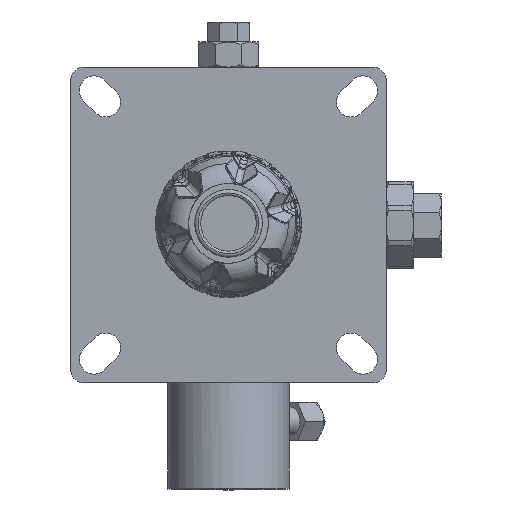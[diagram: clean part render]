
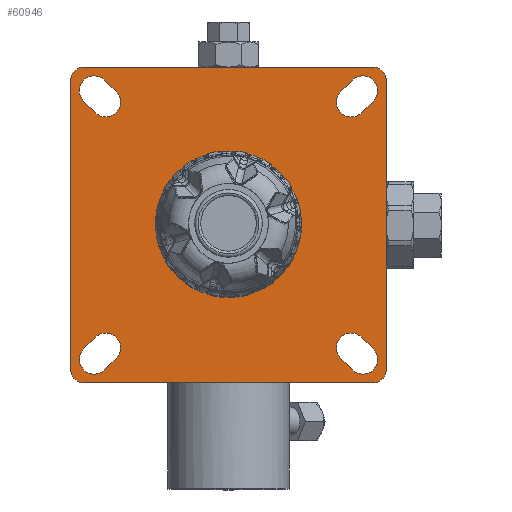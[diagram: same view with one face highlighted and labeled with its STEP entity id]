
A CAD part, top view. The second image highlights one B-rep face of the part: STEP entity #60946.
In plain terms, the highlighted planar face has unit normal (0, 0, 1).
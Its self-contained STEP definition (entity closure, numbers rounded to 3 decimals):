
#2769=FACE_BOUND('',#15868,.T.);
#2770=FACE_BOUND('',#15869,.T.);
#2771=FACE_BOUND('',#15870,.T.);
#2772=FACE_BOUND('',#15871,.T.);
#2773=FACE_BOUND('',#15872,.T.);
#3154=LINE('',#80618,#5225);
#3155=LINE('',#80622,#5226);
#3156=LINE('',#80626,#5227);
#3157=LINE('',#80629,#5228);
#3158=LINE('',#80632,#5229);
#3159=LINE('',#80636,#5230);
#3160=LINE('',#80640,#5231);
#3161=LINE('',#80644,#5232);
#3162=LINE('',#80648,#5233);
#3163=LINE('',#80652,#5234);
#3164=LINE('',#80656,#5235);
#3165=LINE('',#80660,#5236);
#5225=VECTOR('',#69347,10.);
#5226=VECTOR('',#69350,10.);
#5227=VECTOR('',#69353,10.);
#5228=VECTOR('',#69356,10.);
#5229=VECTOR('',#69357,10.);
#5230=VECTOR('',#69360,10.);
#5231=VECTOR('',#69363,10.);
#5232=VECTOR('',#69366,10.);
#5233=VECTOR('',#69369,10.);
#5234=VECTOR('',#69372,10.);
#5235=VECTOR('',#69375,10.);
#5236=VECTOR('',#69378,10.);
#12044=FACE_OUTER_BOUND('',#15867,.T.);
#15867=EDGE_LOOP('',(#37818,#37819,#37820,#37821,#37822,#37823,#37824,#37825));
#15868=EDGE_LOOP('',(#37826,#37827,#37828,#37829));
#15869=EDGE_LOOP('',(#37830,#37831,#37832,#37833));
#15870=EDGE_LOOP('',(#37834,#37835,#37836,#37837));
#15871=EDGE_LOOP('',(#37838,#37839,#37840,#37841));
#15872=EDGE_LOOP('',(#37842));
#19815=CIRCLE('',#64836,8.);
#19816=CIRCLE('',#64837,8.);
#19817=CIRCLE('',#64838,8.);
#19818=CIRCLE('',#64839,8.);
#19819=CIRCLE('',#64840,8.5);
#19820=CIRCLE('',#64841,8.5);
#19821=CIRCLE('',#64842,8.5);
#19822=CIRCLE('',#64843,8.5);
#19823=CIRCLE('',#64844,8.5);
#19824=CIRCLE('',#64845,8.5);
#19825=CIRCLE('',#64846,8.5);
#19826=CIRCLE('',#64847,8.5);
#19827=CIRCLE('',#64848,39.5);
#22609=VERTEX_POINT('',#80614);
#22610=VERTEX_POINT('',#80615);
#22611=VERTEX_POINT('',#80617);
#22612=VERTEX_POINT('',#80619);
#22613=VERTEX_POINT('',#80621);
#22614=VERTEX_POINT('',#80623);
#22615=VERTEX_POINT('',#80625);
#22616=VERTEX_POINT('',#80627);
#22617=VERTEX_POINT('',#80630);
#22618=VERTEX_POINT('',#80631);
#22619=VERTEX_POINT('',#80633);
#22620=VERTEX_POINT('',#80635);
#22621=VERTEX_POINT('',#80638);
#22622=VERTEX_POINT('',#80639);
#22623=VERTEX_POINT('',#80641);
#22624=VERTEX_POINT('',#80643);
#22625=VERTEX_POINT('',#80646);
#22626=VERTEX_POINT('',#80647);
#22627=VERTEX_POINT('',#80649);
#22628=VERTEX_POINT('',#80651);
#22629=VERTEX_POINT('',#80654);
#22630=VERTEX_POINT('',#80655);
#22631=VERTEX_POINT('',#80657);
#22632=VERTEX_POINT('',#80659);
#22633=VERTEX_POINT('',#80662);
#28327=EDGE_CURVE('',#22609,#22610,#19815,.T.);
#28328=EDGE_CURVE('',#22611,#22609,#3154,.T.);
#28329=EDGE_CURVE('',#22612,#22611,#19816,.T.);
#28330=EDGE_CURVE('',#22613,#22612,#3155,.T.);
#28331=EDGE_CURVE('',#22614,#22613,#19817,.T.);
#28332=EDGE_CURVE('',#22615,#22614,#3156,.T.);
#28333=EDGE_CURVE('',#22616,#22615,#19818,.T.);
#28334=EDGE_CURVE('',#22610,#22616,#3157,.T.);
#28335=EDGE_CURVE('',#22617,#22618,#3158,.T.);
#28336=EDGE_CURVE('',#22618,#22619,#19819,.T.);
#28337=EDGE_CURVE('',#22619,#22620,#3159,.T.);
#28338=EDGE_CURVE('',#22620,#22617,#19820,.T.);
#28339=EDGE_CURVE('',#22621,#22622,#3160,.T.);
#28340=EDGE_CURVE('',#22622,#22623,#19821,.T.);
#28341=EDGE_CURVE('',#22623,#22624,#3161,.T.);
#28342=EDGE_CURVE('',#22624,#22621,#19822,.T.);
#28343=EDGE_CURVE('',#22625,#22626,#3162,.T.);
#28344=EDGE_CURVE('',#22626,#22627,#19823,.T.);
#28345=EDGE_CURVE('',#22627,#22628,#3163,.T.);
#28346=EDGE_CURVE('',#22628,#22625,#19824,.T.);
#28347=EDGE_CURVE('',#22629,#22630,#3164,.T.);
#28348=EDGE_CURVE('',#22630,#22631,#19825,.T.);
#28349=EDGE_CURVE('',#22631,#22632,#3165,.T.);
#28350=EDGE_CURVE('',#22632,#22629,#19826,.T.);
#28351=EDGE_CURVE('',#22633,#22633,#19827,.T.);
#37818=ORIENTED_EDGE('',*,*,#28327,.F.);
#37819=ORIENTED_EDGE('',*,*,#28328,.F.);
#37820=ORIENTED_EDGE('',*,*,#28329,.F.);
#37821=ORIENTED_EDGE('',*,*,#28330,.F.);
#37822=ORIENTED_EDGE('',*,*,#28331,.F.);
#37823=ORIENTED_EDGE('',*,*,#28332,.F.);
#37824=ORIENTED_EDGE('',*,*,#28333,.F.);
#37825=ORIENTED_EDGE('',*,*,#28334,.F.);
#37826=ORIENTED_EDGE('',*,*,#28335,.T.);
#37827=ORIENTED_EDGE('',*,*,#28336,.T.);
#37828=ORIENTED_EDGE('',*,*,#28337,.T.);
#37829=ORIENTED_EDGE('',*,*,#28338,.T.);
#37830=ORIENTED_EDGE('',*,*,#28339,.T.);
#37831=ORIENTED_EDGE('',*,*,#28340,.T.);
#37832=ORIENTED_EDGE('',*,*,#28341,.T.);
#37833=ORIENTED_EDGE('',*,*,#28342,.T.);
#37834=ORIENTED_EDGE('',*,*,#28343,.T.);
#37835=ORIENTED_EDGE('',*,*,#28344,.T.);
#37836=ORIENTED_EDGE('',*,*,#28345,.T.);
#37837=ORIENTED_EDGE('',*,*,#28346,.T.);
#37838=ORIENTED_EDGE('',*,*,#28347,.T.);
#37839=ORIENTED_EDGE('',*,*,#28348,.T.);
#37840=ORIENTED_EDGE('',*,*,#28349,.T.);
#37841=ORIENTED_EDGE('',*,*,#28350,.T.);
#37842=ORIENTED_EDGE('',*,*,#28351,.F.);
#56440=PLANE('',#64835);
#60946=ADVANCED_FACE('',(#12044,#2769,#2770,#2771,#2772,#2773),#56440,.T.);
#64835=AXIS2_PLACEMENT_3D('',#80613,#69343,#69344);
#64836=AXIS2_PLACEMENT_3D('',#80616,#69345,#69346);
#64837=AXIS2_PLACEMENT_3D('',#80620,#69348,#69349);
#64838=AXIS2_PLACEMENT_3D('',#80624,#69351,#69352);
#64839=AXIS2_PLACEMENT_3D('',#80628,#69354,#69355);
#64840=AXIS2_PLACEMENT_3D('',#80634,#69358,#69359);
#64841=AXIS2_PLACEMENT_3D('',#80637,#69361,#69362);
#64842=AXIS2_PLACEMENT_3D('',#80642,#69364,#69365);
#64843=AXIS2_PLACEMENT_3D('',#80645,#69367,#69368);
#64844=AXIS2_PLACEMENT_3D('',#80650,#69370,#69371);
#64845=AXIS2_PLACEMENT_3D('',#80653,#69373,#69374);
#64846=AXIS2_PLACEMENT_3D('',#80658,#69376,#69377);
#64847=AXIS2_PLACEMENT_3D('',#80661,#69379,#69380);
#64848=AXIS2_PLACEMENT_3D('',#80663,#69381,#69382);
#69343=DIRECTION('center_axis',(0.,0.,1.));
#69344=DIRECTION('ref_axis',(1.,0.,0.));
#69345=DIRECTION('center_axis',(0.,0.,-1.));
#69346=DIRECTION('ref_axis',(-1.,0.,0.));
#69347=DIRECTION('',(1.,0.,0.));
#69348=DIRECTION('center_axis',(0.,0.,-1.));
#69349=DIRECTION('ref_axis',(0.,-1.,0.));
#69350=DIRECTION('',(0.,1.,0.));
#69351=DIRECTION('center_axis',(0.,0.,-1.));
#69352=DIRECTION('ref_axis',(1.,0.,0.));
#69353=DIRECTION('',(-1.,0.,0.));
#69354=DIRECTION('center_axis',(0.,0.,-1.));
#69355=DIRECTION('ref_axis',(0.,1.,0.));
#69356=DIRECTION('',(0.,-1.,0.));
#69357=DIRECTION('',(0.707,0.707,0.));
#69358=DIRECTION('center_axis',(0.,0.,-1.));
#69359=DIRECTION('ref_axis',(0.707,-0.707,0.));
#69360=DIRECTION('',(-0.707,-0.707,0.));
#69361=DIRECTION('center_axis',(0.,0.,-1.));
#69362=DIRECTION('ref_axis',(-0.707,0.707,0.));
#69363=DIRECTION('',(0.707,-0.707,0.));
#69364=DIRECTION('center_axis',(0.,0.,-1.));
#69365=DIRECTION('ref_axis',(-0.707,-0.707,0.));
#69366=DIRECTION('',(-0.707,0.707,0.));
#69367=DIRECTION('center_axis',(0.,0.,-1.));
#69368=DIRECTION('ref_axis',(0.707,0.707,0.));
#69369=DIRECTION('',(-0.707,-0.707,0.));
#69370=DIRECTION('center_axis',(0.,0.,-1.));
#69371=DIRECTION('ref_axis',(-0.707,0.707,0.));
#69372=DIRECTION('',(0.707,0.707,0.));
#69373=DIRECTION('center_axis',(0.,0.,-1.));
#69374=DIRECTION('ref_axis',(0.707,-0.707,0.));
#69375=DIRECTION('',(-0.707,0.707,0.));
#69376=DIRECTION('center_axis',(0.,0.,-1.));
#69377=DIRECTION('ref_axis',(0.707,0.707,0.));
#69378=DIRECTION('',(0.707,-0.707,0.));
#69379=DIRECTION('center_axis',(0.,0.,-1.));
#69380=DIRECTION('ref_axis',(-0.707,-0.707,0.));
#69381=DIRECTION('center_axis',(0.,0.,1.));
#69382=DIRECTION('ref_axis',(0.993,0.12,0.));
#80613=CARTESIAN_POINT('Origin',(0.,0.,
4.));
#80614=CARTESIAN_POINT('',(83.,91.,4.));
#80615=CARTESIAN_POINT('',(91.,83.,4.));
#80616=CARTESIAN_POINT('Origin',(83.,83.,4.));
#80617=CARTESIAN_POINT('',(-83.,91.,4.));
#80618=CARTESIAN_POINT('',(-83.,91.,4.));
#80619=CARTESIAN_POINT('',(-91.,83.,4.));
#80620=CARTESIAN_POINT('Origin',(-83.,83.,4.));
#80621=CARTESIAN_POINT('',(-91.,-83.,4.));
#80622=CARTESIAN_POINT('',(-91.,-83.,4.));
#80623=CARTESIAN_POINT('',(-83.,-91.,4.));
#80624=CARTESIAN_POINT('Origin',(-83.,-83.,4.));
#80625=CARTESIAN_POINT('',(83.,-91.,4.));
#80626=CARTESIAN_POINT('',(83.,-91.,4.));
#80627=CARTESIAN_POINT('',(91.,-83.,4.));
#80628=CARTESIAN_POINT('Origin',(83.,-83.,4.));
#80629=CARTESIAN_POINT('',(91.,83.,4.));
#80630=CARTESIAN_POINT('',(64.7,76.721,4.));
#80631=CARTESIAN_POINT('',(71.418,83.439,4.));
#80632=CARTESIAN_POINT('',(29.345,41.366,4.));
#80633=CARTESIAN_POINT('',(83.439,71.418,4.));
#80634=CARTESIAN_POINT('Origin',(77.428,77.428,4.));
#80635=CARTESIAN_POINT('',(76.721,64.7,4.));
#80636=CARTESIAN_POINT('',(44.725,32.704,4.));
#80637=CARTESIAN_POINT('Origin',(70.711,70.711,4.));
#80638=CARTESIAN_POINT('',(76.721,-64.7,4.));
#80639=CARTESIAN_POINT('',(83.439,-71.418,4.));
#80640=CARTESIAN_POINT('',(41.366,-29.345,4.));
#80641=CARTESIAN_POINT('',(71.418,-83.439,4.));
#80642=CARTESIAN_POINT('Origin',(77.428,-77.428,4.));
#80643=CARTESIAN_POINT('',(64.7,-76.721,4.));
#80644=CARTESIAN_POINT('',(32.704,-44.725,4.));
#80645=CARTESIAN_POINT('Origin',(70.711,-70.711,4.));
#80646=CARTESIAN_POINT('',(-64.7,-76.721,4.));
#80647=CARTESIAN_POINT('',(-71.418,-83.439,4.));
#80648=CARTESIAN_POINT('',(-29.345,-41.366,4.));
#80649=CARTESIAN_POINT('',(-83.439,-71.418,4.));
#80650=CARTESIAN_POINT('Origin',(-77.428,-77.428,4.));
#80651=CARTESIAN_POINT('',(-76.721,-64.7,4.));
#80652=CARTESIAN_POINT('',(-44.725,-32.704,4.));
#80653=CARTESIAN_POINT('Origin',(-70.711,-70.711,4.));
#80654=CARTESIAN_POINT('',(-76.721,64.7,4.));
#80655=CARTESIAN_POINT('',(-83.439,71.418,4.));
#80656=CARTESIAN_POINT('',(-41.366,29.345,4.));
#80657=CARTESIAN_POINT('',(-71.418,83.439,4.));
#80658=CARTESIAN_POINT('Origin',(-77.428,77.428,4.));
#80659=CARTESIAN_POINT('',(-64.7,76.721,4.));
#80660=CARTESIAN_POINT('',(-32.704,44.725,4.));
#80661=CARTESIAN_POINT('Origin',(-70.711,70.711,4.));
#80662=CARTESIAN_POINT('',(-39.215,-4.738,4.));
#80663=CARTESIAN_POINT('Origin',(0.,0.,
4.));
